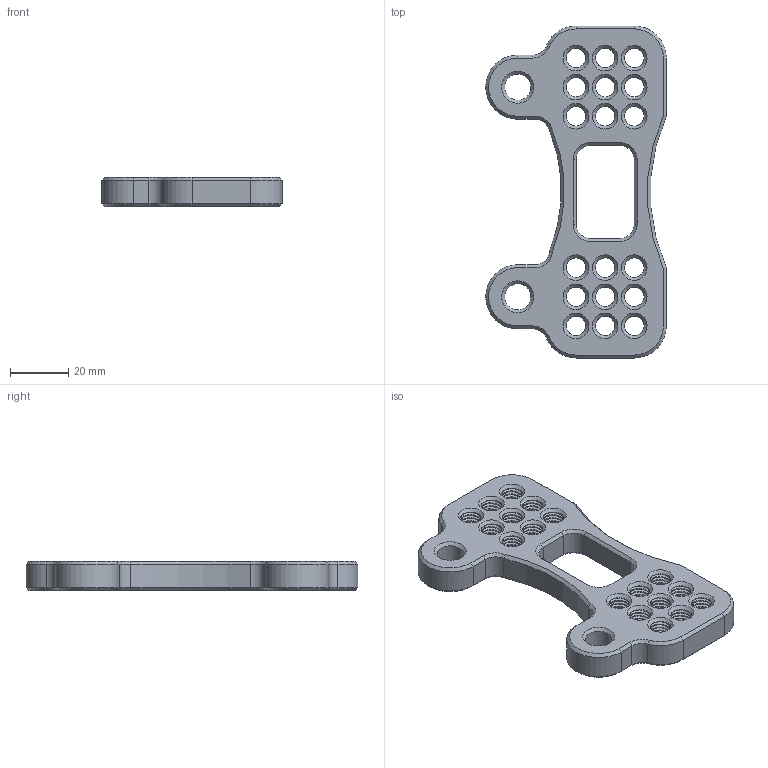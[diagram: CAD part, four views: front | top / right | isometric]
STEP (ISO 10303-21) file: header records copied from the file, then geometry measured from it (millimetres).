
FILE_DESCRIPTION(/* description */ (''),/* implementation_level */ '2;1');
FILE_NAME(/* name */ 'PLATINE RECULE GAUCHE DROITE DERNIERE VERSION v1.step',/* time_stamp */ '2024-02-08T17:59:20+01:00',/* author */ (''),/* organization */ (''),/* preprocessor_version */ 'ST-DEVELOPER v20',/* originating_system */ 'Autodesk Translation Framework v12.14.0.127',/* authorisation */ '');
FILE_SCHEMA (('AUTOMOTIVE_DESIGN { 1 0 10303 214 3 1 1 }'));
Length unit declared in the file: millimetre
Products named in the file (1): PLATINE RECULE GAUCHE DROITE DERNIERE VERSION
Bounding box: 62 x 114 x 10 mm (x, y, z)
Volume: 34925.7 mm3; surface area: 17924.4 mm2
Topology: 1 solids, 1 shells, 470 faces, 1272 edges, 804 vertices
Faces by surface type: cylinder 288, plane 74, cone 72, bspline 36
Full cylindrical faces by diameter (mm): 6.779 x54, 8.17 x54, 9 x2
Entity records: 34428 total; most frequent: CARTESIAN_POINT 23676, ORIENTED_EDGE 2544, DIRECTION 1773, EDGE_CURVE 1272, VERTEX_POINT 804, AXIS2_PLACEMENT_3D 687, B_SPLINE_CURVE_WITH_KNOTS 621, EDGE_LOOP 512
